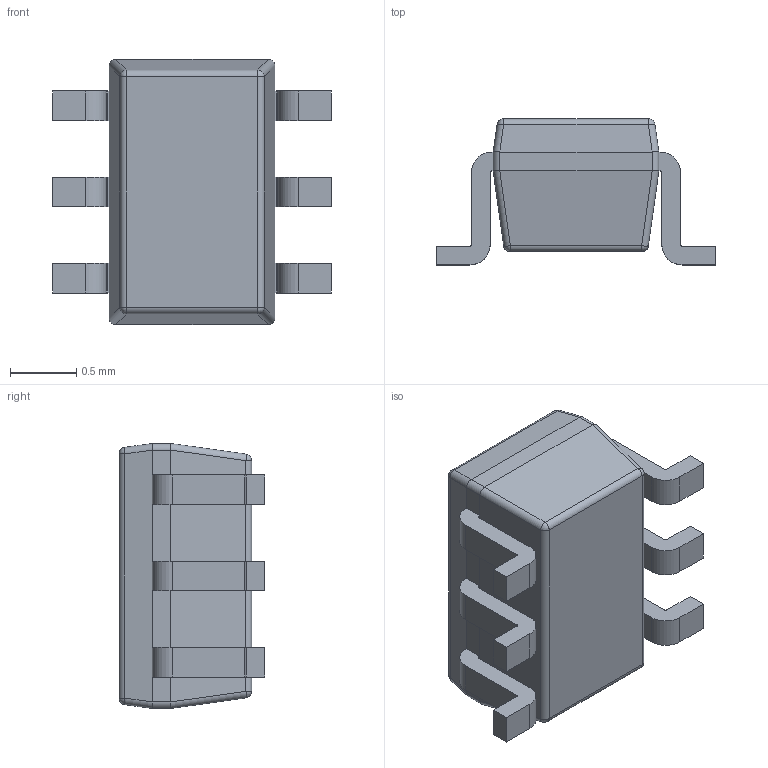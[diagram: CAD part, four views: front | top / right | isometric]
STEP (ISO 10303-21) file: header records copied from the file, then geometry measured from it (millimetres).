
FILE_DESCRIPTION (( 'STEP AP214' ), '1' );
FILE_NAME ('ESDA6V1-5W6.STEP', '2023-06-22T15:11:01', ( '' ), ( '' ), 'SwSTEP 2.0', 'SolidWorks 2021', '' );
FILE_SCHEMA (( 'AUTOMOTIVE_DESIGN' ));
Length unit declared in the file: millimetre
Products named in the file (1): ESDA6V1-5W6
Bounding box: 2.1 x 1.1 x 2 mm (x, y, z)
Volume: 2.5 mm3; surface area: 15.4 mm2
Topology: 8 solids, 8 shells, 133 faces, 324 edges, 208 vertices
Faces by surface type: plane 77, cylinder 48, sphere 8
Entity records: 3963 total; most frequent: CARTESIAN_POINT 738, DIRECTION 648, ORIENTED_EDGE 648, EDGE_CURVE 324, LINE 220, VECTOR 220, AXIS2_PLACEMENT_3D 214, VERTEX_POINT 208
